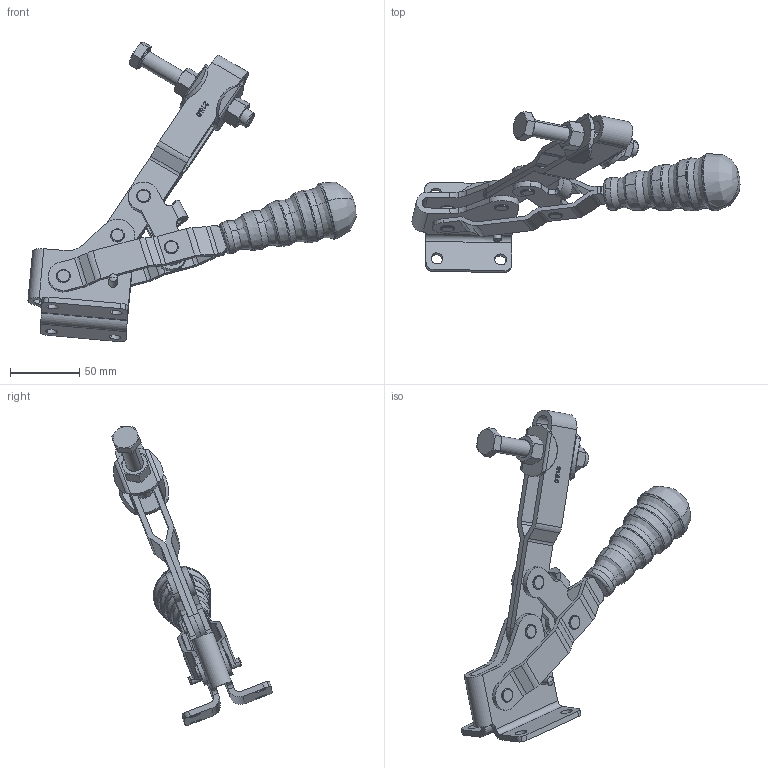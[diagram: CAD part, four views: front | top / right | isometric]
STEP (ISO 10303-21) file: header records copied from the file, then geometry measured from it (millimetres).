
FILE_DESCRIPTION((''),'2;1');
FILE_NAME('215.0-opened.stp','2005-09-27T20:49:46',('Kysilko'),(''),'Autodesk Inventor 8','Autodesk Inventor 8','');
FILE_SCHEMA(('AUTOMOTIVE_DESIGN { 1 0 10303 214 1 1 1 1 }'));
Length unit declared in the file: millimetre
Products named in the file (1): Part13
Bounding box: 236.23 x 115.69 x 215.53 mm (x, y, z)
Volume: 210856.5 mm3; surface area: 86201 mm2
Topology: 1 solids, 3 shells, 1465 faces, 4986 edges, 3125 vertices
Faces by surface type: plane 733, cone 358, cylinder 240, bspline 108, torus 24, sphere 2
Entity records: 57955 total; most frequent: CARTESIAN_POINT 15192, ORIENTED_EDGE 9952, DIRECTION 8760, EDGE_CURVE 4976, AXIS2_PLACEMENT_3D 3139, VERTEX_POINT 3125, VECTOR 2482, LINE 2482
